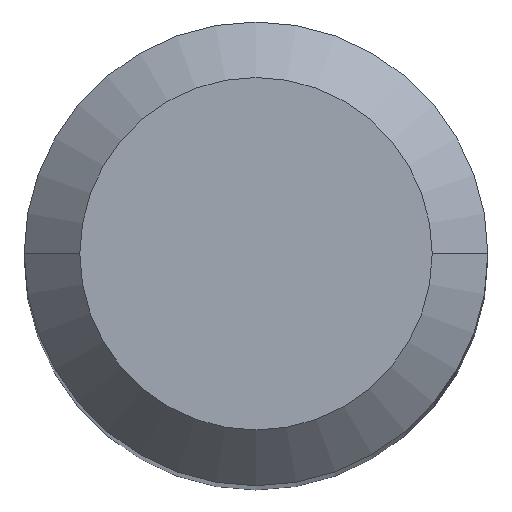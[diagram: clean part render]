
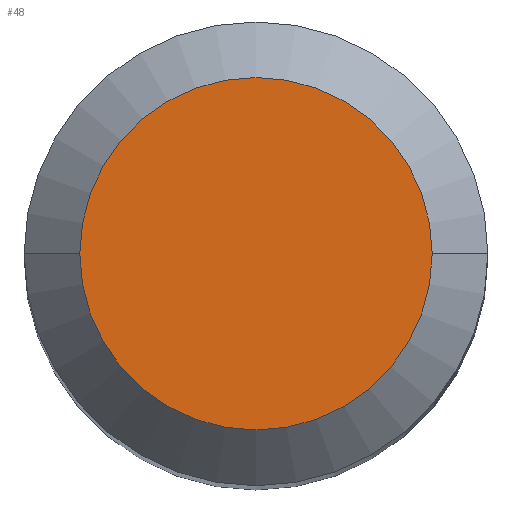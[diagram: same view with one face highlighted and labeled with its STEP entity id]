
A CAD part, top view. The second image highlights one B-rep face of the part: STEP entity #48.
In plain terms, the highlighted planar face has unit normal (0, 0, 1).
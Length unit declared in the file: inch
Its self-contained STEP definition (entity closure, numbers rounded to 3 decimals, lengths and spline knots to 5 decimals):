
#48 = ADVANCED_FACE ( 'NONE', ( #73 ), #84, .F. ) ;
#73 = FACE_OUTER_BOUND ( 'NONE', #167, .T. ) ;
#84 = PLANE ( 'NONE',  #398 ) ;
#100 = DIRECTION ( 'NONE',  ( 0., 0., 1. ) ) ;
#137 = CIRCLE ( 'NONE', #446, 0.0475 ) ;
#139 = CARTESIAN_POINT ( 'NONE',  ( 0., 0., 0. ) ) ;
#150 = CIRCLE ( 'NONE', #415, 0.0475 ) ;
#167 = EDGE_LOOP ( 'NONE', ( #242, #339 ) ) ;
#181 = EDGE_CURVE ( 'NONE', #382, #451, #137, .T. ) ;
#215 = CARTESIAN_POINT ( 'NONE',  ( 0., 0., 0. ) ) ;
#229 = CARTESIAN_POINT ( 'NONE',  ( 0., 0.0475, 0. ) ) ;
#235 = EDGE_CURVE ( 'NONE', #451, #382, #150, .T. ) ;
#242 = ORIENTED_EDGE ( 'NONE', *, *, #181, .T. ) ;
#282 = DIRECTION ( 'NONE',  ( 1., 0., 0. ) ) ;
#328 = CARTESIAN_POINT ( 'NONE',  ( -0.0475, 0., 0. ) ) ;
#339 = ORIENTED_EDGE ( 'NONE', *, *, #235, .T. ) ;
#354 = DIRECTION ( 'NONE',  ( 1., 0., 0. ) ) ;
#382 = VERTEX_POINT ( 'NONE', #328 ) ;
#387 = DIRECTION ( 'NONE',  ( 0., 0., 1. ) ) ;
#388 = DIRECTION ( 'NONE',  ( -1., 0., 0. ) ) ;
#389 = DIRECTION ( 'NONE',  ( 0., 0., -1. ) ) ;
#398 = AXIS2_PLACEMENT_3D ( 'NONE', #229, #389, #388 ) ;
#415 = AXIS2_PLACEMENT_3D ( 'NONE', #215, #100, #282 ) ;
#429 = CARTESIAN_POINT ( 'NONE',  ( 0.0475, 0., 0. ) ) ;
#446 = AXIS2_PLACEMENT_3D ( 'NONE', #139, #387, #354 ) ;
#451 = VERTEX_POINT ( 'NONE', #429 ) ;
